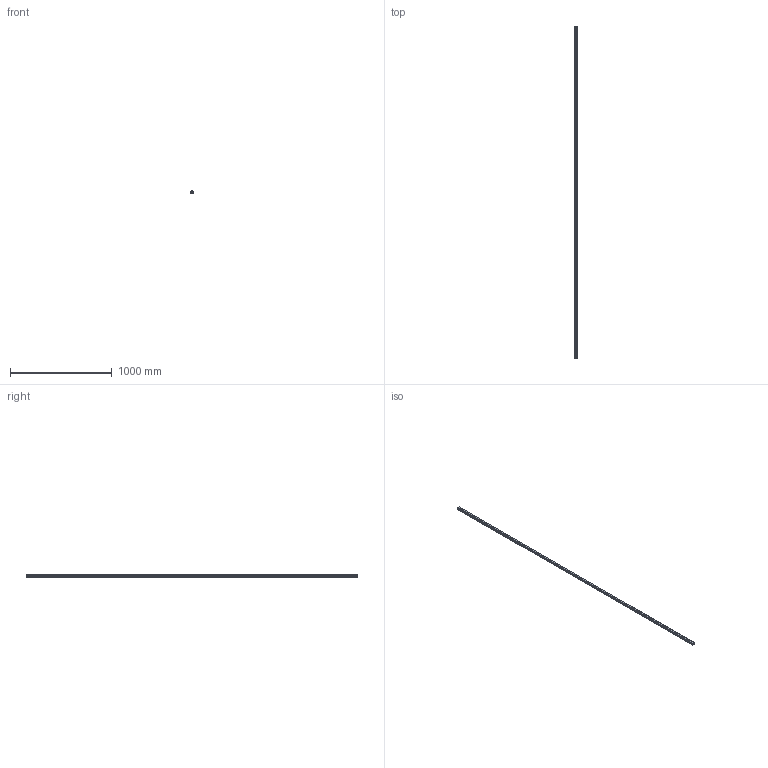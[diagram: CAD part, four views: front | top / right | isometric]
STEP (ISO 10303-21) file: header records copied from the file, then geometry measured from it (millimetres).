
FILE_DESCRIPTION(('STEP AP214'),'1');
FILE_NAME('cctmp_7542DDDE-67E5-4F1A-9EAD-E60A057FA7B0_2021_01_25_11_33_51_0509..stp','2021-01-25T10:33:51',('HIWIN GmbH'),('CADClick - www.CADClick.com'),'Spatial InterOp 3D',' ','unknown authorization');
FILE_SCHEMA(('AUTOMOTIVE_DESIGN'));
Length unit declared in the file: millimetre
Products named in the file (1): HGR25T3270C_FILE
Bounding box: 23 x 3270 x 22 mm (x, y, z)
Volume: 1413675.8 mm3; surface area: 310431.6 mm2
Topology: 1 solids, 1 shells, 496 faces, 1525 edges, 925 vertices
Faces by surface type: plane 254, cylinder 132, cone 110
Entity records: 20435 total; most frequent: DIRECTION 3113, CARTESIAN_POINT 2837, ORIENTED_EDGE 2830, EDGE_CURVE 1415, AXIS2_PLACEMENT_3D 1201, VERTEX_POINT 925, LINE 711, VECTOR 711
